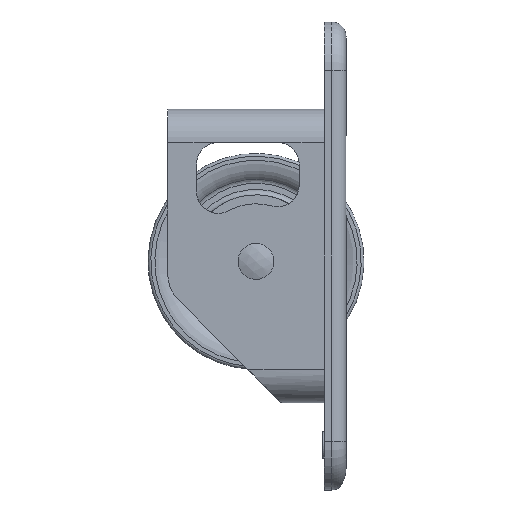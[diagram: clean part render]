
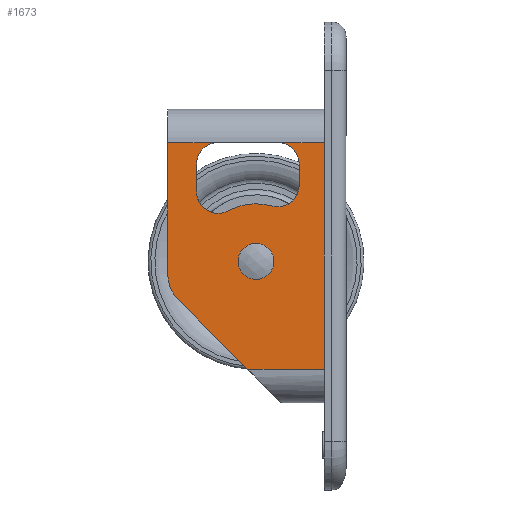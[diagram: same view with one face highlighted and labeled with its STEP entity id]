
A CAD part, front view. The second image highlights one B-rep face of the part: STEP entity #1673.
In plain terms, the highlighted planar face has unit normal (0, -1, 0).
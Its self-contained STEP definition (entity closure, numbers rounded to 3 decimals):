
#95=FACE_BOUND('',#509,.T.);
#168=LINE('',#2684,#275);
#183=LINE('',#2724,#290);
#186=LINE('',#2734,#293);
#187=LINE('',#2736,#294);
#188=LINE('',#2740,#295);
#189=LINE('',#2742,#296);
#190=LINE('',#2744,#297);
#191=LINE('',#2745,#298);
#275=VECTOR('',#2110,5.834);
#290=VECTOR('',#2157,7.667);
#293=VECTOR('',#2170,14.);
#294=VECTOR('',#2171,36.608);
#295=VECTOR('',#2174,27.324);
#296=VECTOR('',#2175,21.25);
#297=VECTOR('',#2176,63.);
#298=VECTOR('',#2177,13.);
#390=FACE_OUTER_BOUND('',#508,.T.);
#508=EDGE_LOOP('',(#1257,#1258,#1259,#1260,#1261,#1262,#1263,#1264,#1265,
#1266,#1267,#1268,#1269,#1270));
#509=EDGE_LOOP('',(#1271));
#644=CIRCLE('',#1802,6.);
#647=CIRCLE('',#1810,6.);
#650=CIRCLE('',#1819,6.);
#651=CIRCLE('',#1822,6.);
#652=CIRCLE('',#1824,16.);
#653=CIRCLE('',#1826,10.);
#654=CIRCLE('',#1827,5.);
#774=VERTEX_POINT('',#2673);
#775=VERTEX_POINT('',#2675);
#777=VERTEX_POINT('',#2683);
#780=VERTEX_POINT('',#2695);
#783=VERTEX_POINT('',#2709);
#785=VERTEX_POINT('',#2719);
#786=VERTEX_POINT('',#2723);
#787=VERTEX_POINT('',#2727);
#788=VERTEX_POINT('',#2733);
#789=VERTEX_POINT('',#2735);
#790=VERTEX_POINT('',#2737);
#791=VERTEX_POINT('',#2739);
#792=VERTEX_POINT('',#2741);
#793=VERTEX_POINT('',#2743);
#794=VERTEX_POINT('',#2746);
#943=EDGE_CURVE('',#775,#774,#644,.T.);
#947=EDGE_CURVE('',#777,#775,#168,.T.);
#953=EDGE_CURVE('',#780,#777,#647,.T.);
#966=EDGE_CURVE('',#785,#783,#650,.T.);
#968=EDGE_CURVE('',#786,#785,#183,.T.);
#970=EDGE_CURVE('',#787,#786,#651,.T.);
#972=EDGE_CURVE('',#774,#787,#652,.T.);
#973=EDGE_CURVE('',#783,#788,#186,.T.);
#974=EDGE_CURVE('',#788,#789,#187,.T.);
#975=EDGE_CURVE('',#789,#790,#653,.T.);
#976=EDGE_CURVE('',#790,#791,#188,.T.);
#977=EDGE_CURVE('',#792,#791,#189,.T.);
#978=EDGE_CURVE('',#793,#792,#190,.T.);
#979=EDGE_CURVE('',#793,#780,#191,.T.);
#980=EDGE_CURVE('',#794,#794,#654,.T.);
#1257=ORIENTED_EDGE('',*,*,#953,.T.);
#1258=ORIENTED_EDGE('',*,*,#947,.T.);
#1259=ORIENTED_EDGE('',*,*,#943,.T.);
#1260=ORIENTED_EDGE('',*,*,#972,.T.);
#1261=ORIENTED_EDGE('',*,*,#970,.T.);
#1262=ORIENTED_EDGE('',*,*,#968,.T.);
#1263=ORIENTED_EDGE('',*,*,#966,.T.);
#1264=ORIENTED_EDGE('',*,*,#973,.T.);
#1265=ORIENTED_EDGE('',*,*,#974,.T.);
#1266=ORIENTED_EDGE('',*,*,#975,.T.);
#1267=ORIENTED_EDGE('',*,*,#976,.T.);
#1268=ORIENTED_EDGE('',*,*,#977,.F.);
#1269=ORIENTED_EDGE('',*,*,#978,.F.);
#1270=ORIENTED_EDGE('',*,*,#979,.T.);
#1271=ORIENTED_EDGE('',*,*,#980,.F.);
#1619=PLANE('',#1825);
#1673=ADVANCED_FACE('',(#390,#95),#1619,.T.);
#1802=AXIS2_PLACEMENT_3D('',#2676,#2101,#2102);
#1810=AXIS2_PLACEMENT_3D('',#2696,#2124,#2125);
#1819=AXIS2_PLACEMENT_3D('',#2720,#2152,#2153);
#1822=AXIS2_PLACEMENT_3D('',#2728,#2161,#2162);
#1824=AXIS2_PLACEMENT_3D('',#2731,#2166,#2167);
#1825=AXIS2_PLACEMENT_3D('',#2732,#2168,#2169);
#1826=AXIS2_PLACEMENT_3D('',#2738,#2172,#2173);
#1827=AXIS2_PLACEMENT_3D('',#2747,#2178,#2179);
#2101=DIRECTION('center_axis',(0.,1.,0.));
#2102=DIRECTION('ref_axis',(0.273,0.,0.962));
#2110=DIRECTION('',(0.,0.,-1.));
#2124=DIRECTION('center_axis',(0.,1.,0.));
#2125=DIRECTION('ref_axis',(-1.,0.,0.));
#2152=DIRECTION('center_axis',(0.,1.,0.));
#2153=DIRECTION('ref_axis',(0.,0.,-1.));
#2157=DIRECTION('',(0.,0.,1.));
#2161=DIRECTION('center_axis',(0.,1.,0.));
#2162=DIRECTION('ref_axis',(1.,0.,0.));
#2166=DIRECTION('center_axis',(0.,-1.,0.));
#2167=DIRECTION('ref_axis',(0.273,0.,0.962));
#2168=DIRECTION('center_axis',(0.,-1.,0.));
#2169=DIRECTION('ref_axis',(0.,0.,-1.));
#2170=DIRECTION('',(-1.,0.,0.));
#2171=DIRECTION('',(0.,0.,-1.));
#2172=DIRECTION('center_axis',(0.,-1.,0.));
#2173=DIRECTION('ref_axis',(-1.,0.,0.));
#2174=DIRECTION('',(0.707,0.,-0.707));
#2175=DIRECTION('',(-1.,0.,0.));
#2176=DIRECTION('',(0.,0.,-1.));
#2177=DIRECTION('',(-1.,0.,0.));
#2178=DIRECTION('center_axis',(0.,-1.,0.));
#2179=DIRECTION('ref_axis',(0.735,0.,-0.678));
#2673=CARTESIAN_POINT('',(-14.636,-11.25,15.393));
#2675=CARTESIAN_POINT('',(-7.,-11.25,21.166));
#2676=CARTESIAN_POINT('Origin',(-13.,-11.25,21.166));
#2683=CARTESIAN_POINT('',(-7.,-11.25,27.));
#2684=CARTESIAN_POINT('',(-7.,-11.25,27.083));
#2695=CARTESIAN_POINT('',(-13.,-11.25,33.));
#2696=CARTESIAN_POINT('Origin',(-13.,-11.25,27.));
#2709=CARTESIAN_POINT('',(-29.5,-11.25,33.));
#2719=CARTESIAN_POINT('',(-35.5,-11.25,27.));
#2720=CARTESIAN_POINT('Origin',(-29.5,-11.25,27.));
#2723=CARTESIAN_POINT('',(-35.5,-11.25,19.333));
#2724=CARTESIAN_POINT('',(-35.5,-11.25,30.));
#2727=CARTESIAN_POINT('',(-26.636,-11.25,14.06));
#2728=CARTESIAN_POINT('Origin',(-29.5,-11.25,19.333));
#2731=CARTESIAN_POINT('Origin',(-19.,-11.25,0.));
#2732=CARTESIAN_POINT('Origin',(0.,-11.25,33.));
#2733=CARTESIAN_POINT('',(-43.5,-11.25,33.));
#2734=CARTESIAN_POINT('',(0.,-11.25,33.));
#2735=CARTESIAN_POINT('',(-43.5,-11.25,-3.608));
#2736=CARTESIAN_POINT('',(-43.5,-11.25,33.));
#2737=CARTESIAN_POINT('',(-40.571,-11.25,-10.679));
#2738=CARTESIAN_POINT('Origin',(-33.5,-11.25,-3.608));
#2739=CARTESIAN_POINT('',(-21.25,-11.25,-30.));
#2740=CARTESIAN_POINT('',(-41.348,-11.25,-9.902));
#2741=CARTESIAN_POINT('',(0.,-11.25,-30.));
#2742=CARTESIAN_POINT('',(0.,-11.25,-30.));
#2743=CARTESIAN_POINT('',(0.,-11.25,33.));
#2744=CARTESIAN_POINT('',(0.,-11.25,33.));
#2745=CARTESIAN_POINT('',(0.,-11.25,33.));
#2746=CARTESIAN_POINT('',(-15.326,-11.25,-3.392));
#2747=CARTESIAN_POINT('Origin',(-19.,-11.25,0.));
